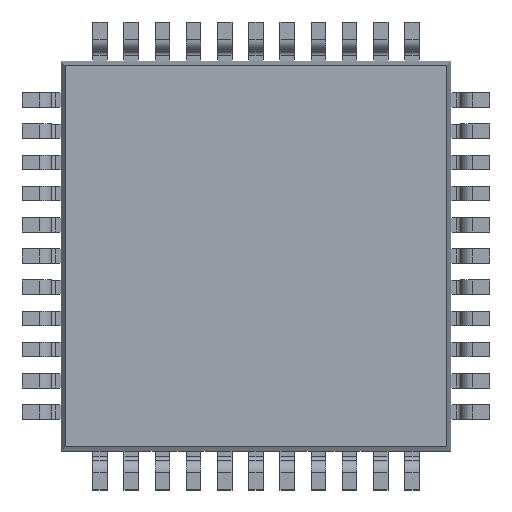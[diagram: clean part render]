
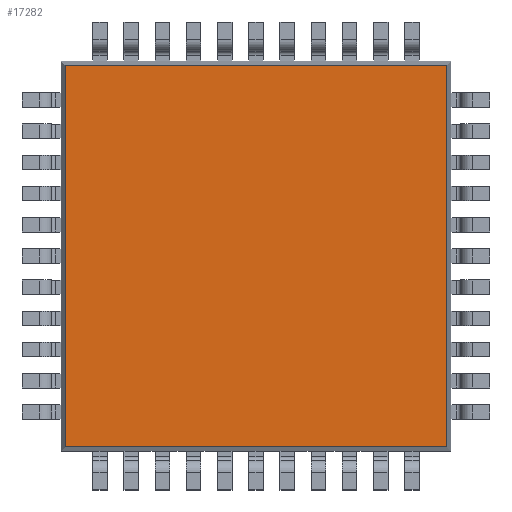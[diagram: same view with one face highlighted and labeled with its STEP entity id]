
A CAD part, top view. The second image highlights one B-rep face of the part: STEP entity #17282.
In plain terms, the highlighted planar face has unit normal (0, 0, 1).
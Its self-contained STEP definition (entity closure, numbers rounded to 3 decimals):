
#2248=LINE('',#29421,#4068);
#2252=LINE('',#29428,#4072);
#2256=LINE('',#29436,#4076);
#2259=LINE('',#29444,#4079);
#4068=VECTOR('',#22377,10.);
#4072=VECTOR('',#22383,10.);
#4076=VECTOR('',#22391,10.);
#4079=VECTOR('',#22404,10.);
#5129=FACE_OUTER_BOUND('',#6029,.T.);
#6029=EDGE_LOOP('',(#15296,#15297,#15298,#15299));
#7974=VERTEX_POINT('',#29418);
#7975=VERTEX_POINT('',#29420);
#7976=VERTEX_POINT('',#29424);
#7977=VERTEX_POINT('',#29426);
#10408=EDGE_CURVE('',#7975,#7974,#2248,.T.);
#10412=EDGE_CURVE('',#7976,#7977,#2252,.T.);
#10416=EDGE_CURVE('',#7977,#7975,#2256,.T.);
#10419=EDGE_CURVE('',#7974,#7976,#2259,.T.);
#15296=ORIENTED_EDGE('',*,*,#10408,.T.);
#15297=ORIENTED_EDGE('',*,*,#10419,.T.);
#15298=ORIENTED_EDGE('',*,*,#10412,.T.);
#15299=ORIENTED_EDGE('',*,*,#10416,.T.);
#15862=PLANE('',#18396);
#17282=ADVANCED_FACE('',(#5129),#15862,.T.);
#18396=AXIS2_PLACEMENT_3D('',#29445,#22405,#22406);
#22377=DIRECTION('',(0.,-1.,0.));
#22383=DIRECTION('',(0.,1.,0.));
#22391=DIRECTION('',(-1.,0.,0.));
#22404=DIRECTION('',(1.,0.,0.));
#22405=DIRECTION('center_axis',(0.,0.,1.));
#22406=DIRECTION('ref_axis',(1.,0.,0.));
#29418=CARTESIAN_POINT('',(-4.894,-4.894,0.6));
#29420=CARTESIAN_POINT('',(-4.894,4.894,0.6));
#29421=CARTESIAN_POINT('',(-4.894,0.,0.6));
#29424=CARTESIAN_POINT('',(4.894,-4.894,0.6));
#29426=CARTESIAN_POINT('',(4.894,4.894,0.6));
#29428=CARTESIAN_POINT('',(4.894,0.,0.6));
#29436=CARTESIAN_POINT('',(2.5,4.894,0.6));
#29444=CARTESIAN_POINT('',(2.5,-4.894,0.6));
#29445=CARTESIAN_POINT('Origin',(0.,0.,
0.6));
